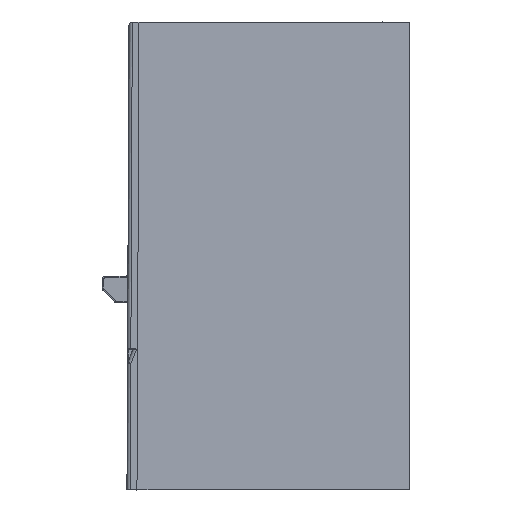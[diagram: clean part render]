
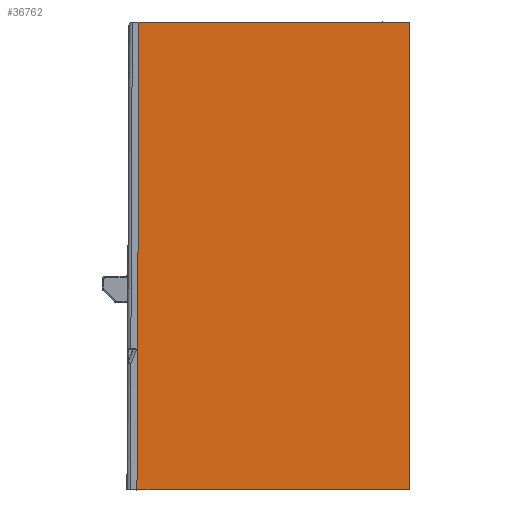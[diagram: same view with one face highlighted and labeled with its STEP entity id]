
A CAD part, left-side view. The second image highlights one B-rep face of the part: STEP entity #36762.
In plain terms, the highlighted planar face has unit normal (-1, 0, 0.004).
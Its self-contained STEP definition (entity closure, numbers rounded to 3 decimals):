
#3511=DIRECTION('',(0.,-1.,0.));
#3512=VECTOR('',#3511,4.805);
#3513=CARTESIAN_POINT('',(-91.749,40.805,
-70.001));
#3514=LINE('',#3513,#3512);
#3518=DIRECTION('',(0.,1.,0.));
#3519=VECTOR('',#3518,36.);
#3520=CARTESIAN_POINT('',(-91.75,0.,-70.));
#3521=LINE('',#3520,#3519);
#3525=DIRECTION('',(0.004,-0.004,1.));
#3526=VECTOR('',#3525,70.);
#3527=CARTESIAN_POINT('',(-91.749,40.805,
-70.001));
#3528=LINE('',#3527,#3526);
#3532=DIRECTION('',(0.,1.,0.));
#3533=VECTOR('',#3532,40.5);
#3534=CARTESIAN_POINT('',(-91.444,0.,0.));
#3535=LINE('',#3534,#3533);
#3823=DIRECTION('',(0.004,0.,1.));
#3824=VECTOR('',#3823,70.);
#3825=CARTESIAN_POINT('',(-91.75,0.,-70.));
#3826=LINE('',#3825,#3824);
#9475=CARTESIAN_POINT('',(-91.749,40.805,
-70.001));
#32586=CARTESIAN_POINT('',(-91.75,0.,-70.));
#32587=CARTESIAN_POINT('',(-91.75,36.,-70.));
#32588=VERTEX_POINT('',#32586);
#32589=VERTEX_POINT('',#32587);
#32818=VERTEX_POINT('',#9475);
#32835=CARTESIAN_POINT('',(-91.444,0.,0.));
#32836=CARTESIAN_POINT('',(-91.443,40.5,
-0.002));
#32837=VERTEX_POINT('',#32835);
#32838=VERTEX_POINT('',#32836);
#36747=CARTESIAN_POINT('',(-91.75,40.5,-70.));
#36748=DIRECTION('',(-1.,0.,0.004));
#36749=DIRECTION('',(0.004,0.,1.));
#36750=AXIS2_PLACEMENT_3D('',#36747,#36748,#36749);
#36751=PLANE('',#36750);
#36753=ORIENTED_EDGE('',*,*,#36752,.F.);
#36755=ORIENTED_EDGE('',*,*,#36754,.F.);
#36756=ORIENTED_EDGE('',*,*,#36437,.T.);
#36757=ORIENTED_EDGE('',*,*,#36715,.F.);
#36759=ORIENTED_EDGE('',*,*,#36758,.T.);
#36760=EDGE_LOOP('',(#36753,#36755,#36756,#36757,#36759));
#36761=FACE_OUTER_BOUND('',#36760,.F.);
#36437=EDGE_CURVE('',#32588,#32589,#3521,.T.);
#36715=EDGE_CURVE('',#32818,#32589,#3514,.T.);
#36752=EDGE_CURVE('',#32837,#32838,#3535,.T.);
#36754=EDGE_CURVE('',#32588,#32837,#3826,.T.);
#36758=EDGE_CURVE('',#32818,#32838,#3528,.T.);
#36762=ADVANCED_FACE('',(#36761),#36751,.T.);
